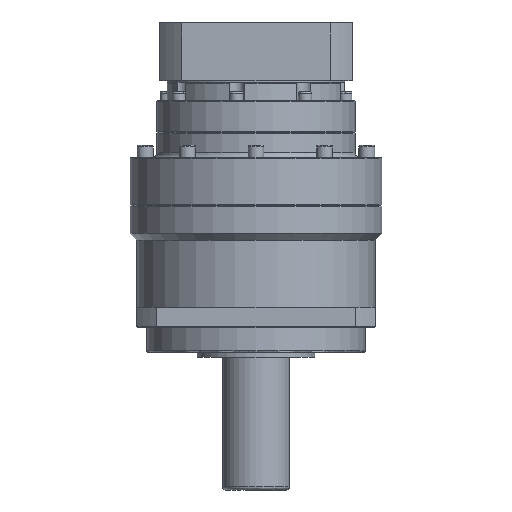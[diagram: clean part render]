
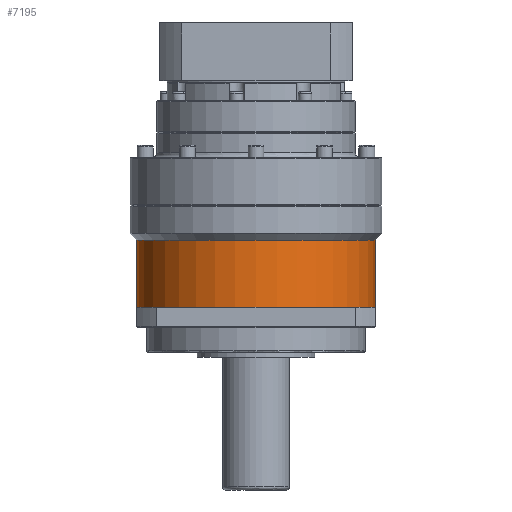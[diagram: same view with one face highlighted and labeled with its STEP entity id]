
A CAD part, front view. The second image highlights one B-rep face of the part: STEP entity #7195.
In plain terms, the highlighted cylindrical face has radius 71 mm (diameter 142 mm), a partial arc.
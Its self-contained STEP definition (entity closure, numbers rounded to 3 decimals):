
#867 = LINE ( 'NONE', #11164, #25192 ) ;
#1111 = DIRECTION ( 'NONE',  ( 1., 0., 0. ) ) ;
#1182 = DIRECTION ( 'NONE',  ( 0., 0., -1. ) ) ;
#1221 = CARTESIAN_POINT ( 'NONE',  ( 0., 0., 18.5 ) ) ;
#1362 = EDGE_CURVE ( 'NONE', #20598, #25485, #2569, .T. ) ;
#2097 = AXIS2_PLACEMENT_3D ( 'NONE', #5302, #5263, #5231 ) ;
#2140 = EDGE_CURVE ( 'NONE', #29743, #18655, #14653, .T. ) ;
#2181 = ORIENTED_EDGE ( 'NONE', *, *, #2140, .T. ) ;
#2569 = CIRCLE ( 'NONE', #12137, 71. ) ;
#3143 = EDGE_CURVE ( 'NONE', #29743, #25485, #15655, .T. ) ;
#3859 = ORIENTED_EDGE ( 'NONE', *, *, #23336, .T. ) ;
#4282 = VERTEX_POINT ( 'NONE', #16386 ) ;
#4468 = DIRECTION ( 'NONE',  ( 0., 0., 1. ) ) ;
#5231 = DIRECTION ( 'NONE',  ( 1., 0., 0. ) ) ;
#5263 = DIRECTION ( 'NONE',  ( 0., 0., 1. ) ) ;
#5302 = CARTESIAN_POINT ( 'NONE',  ( 0., 0., -21.5 ) ) ;
#7195 = ADVANCED_FACE ( 'NONE', ( #8248 ), #11616, .T. ) ;
#8248 = FACE_OUTER_BOUND ( 'NONE', #23681, .T. ) ;
#9384 = DIRECTION ( 'NONE',  ( 1., 0., 0. ) ) ;
#9394 = CARTESIAN_POINT ( 'NONE',  ( 0., 0., -21.5 ) ) ;
#11164 = CARTESIAN_POINT ( 'NONE',  ( 71., 0., -21.5 ) ) ;
#11616 = CYLINDRICAL_SURFACE ( 'NONE', #27606, 71. ) ;
#11811 = DIRECTION ( 'NONE',  ( 1., 0., 0. ) ) ;
#12137 = AXIS2_PLACEMENT_3D ( 'NONE', #1221, #1182, #1111 ) ;
#12945 = CIRCLE ( 'NONE', #28120, 71. ) ;
#14653 = CIRCLE ( 'NONE', #2097, 71. ) ;
#14803 = CARTESIAN_POINT ( 'NONE',  ( 0., -71., -21.5 ) ) ;
#15655 = LINE ( 'NONE', #19378, #15690 ) ;
#15690 = VECTOR ( 'NONE', #22436, 1000. ) ;
#15716 = CARTESIAN_POINT ( 'NONE',  ( -71., 0., -21.5 ) ) ;
#16298 = CARTESIAN_POINT ( 'NONE',  ( 71., 0., 18.5 ) ) ;
#16386 = CARTESIAN_POINT ( 'NONE',  ( 71., 0., -21.5 ) ) ;
#18655 = VERTEX_POINT ( 'NONE', #14803 ) ;
#19378 = CARTESIAN_POINT ( 'NONE',  ( -71., 0., -21.5 ) ) ;
#20598 = VERTEX_POINT ( 'NONE', #16298 ) ;
#22436 = DIRECTION ( 'NONE',  ( 0., 0., 1. ) ) ;
#22604 = ORIENTED_EDGE ( 'NONE', *, *, #26924, .T. ) ;
#23305 = CARTESIAN_POINT ( 'NONE',  ( 0., 0., -21.5 ) ) ;
#23336 = EDGE_CURVE ( 'NONE', #18655, #4282, #12945, .T. ) ;
#23486 = CARTESIAN_POINT ( 'NONE',  ( -71., 0., 18.5 ) ) ;
#23681 = EDGE_LOOP ( 'NONE', ( #24652, #2181, #3859, #22604, #28546 ) ) ;
#24652 = ORIENTED_EDGE ( 'NONE', *, *, #3143, .F. ) ;
#25139 = DIRECTION ( 'NONE',  ( 0., 0., 1. ) ) ;
#25192 = VECTOR ( 'NONE', #25139, 1000. ) ;
#25485 = VERTEX_POINT ( 'NONE', #23486 ) ;
#25652 = DIRECTION ( 'NONE',  ( 0., 0., 1. ) ) ;
#26924 = EDGE_CURVE ( 'NONE', #4282, #20598, #867, .T. ) ;
#27606 = AXIS2_PLACEMENT_3D ( 'NONE', #23305, #4468, #9384 ) ;
#28120 = AXIS2_PLACEMENT_3D ( 'NONE', #9394, #25652, #11811 ) ;
#28546 = ORIENTED_EDGE ( 'NONE', *, *, #1362, .T. ) ;
#29743 = VERTEX_POINT ( 'NONE', #15716 ) ;
